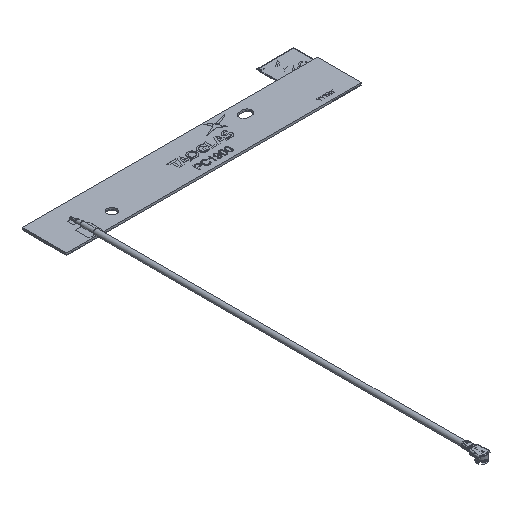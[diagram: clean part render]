
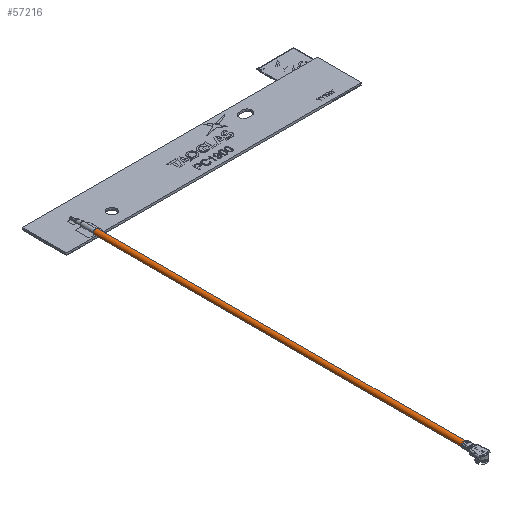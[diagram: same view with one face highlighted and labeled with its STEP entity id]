
A CAD part, isometric view. The second image highlights one B-rep face of the part: STEP entity #57216.
In plain terms, the highlighted cylindrical face has radius 0.685 mm (diameter 1.37 mm), a full revolution.
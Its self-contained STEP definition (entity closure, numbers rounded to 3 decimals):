
#505 = CIRCLE ( 'NONE', #13538, 0.685 ) ;
#1132 = CARTESIAN_POINT ( 'NONE',  ( 8.199, -111.46, 1.223 ) ) ;
#1766 = LINE ( 'NONE', #32981, #26217 ) ;
#1776 = DIRECTION ( 'NONE',  ( 0., -1., 0. ) ) ;
#1975 = CARTESIAN_POINT ( 'NONE',  ( 8.198, -111.471, 1.222 ) ) ;
#2186 = EDGE_CURVE ( 'NONE', #46245, #55493, #15918, .T. ) ;
#2472 = EDGE_CURVE ( 'NONE', #4601, #46245, #18853, .T. ) ;
#2955 = CARTESIAN_POINT ( 'NONE',  ( 8.799, -111.549, 1.174 ) ) ;
#3393 = DIRECTION ( 'NONE',  ( 0., 1., 0. ) ) ;
#3525 = CARTESIAN_POINT ( 'NONE',  ( 8.699, -111.454, 1.223 ) ) ;
#3833 = CARTESIAN_POINT ( 'NONE',  ( 8.731, -111.522, 1.209 ) ) ;
#4393 = EDGE_CURVE ( 'NONE', #4601, #46766, #505, .T. ) ;
#4601 = VERTEX_POINT ( 'NONE', #12981 ) ;
#6050 = CARTESIAN_POINT ( 'NONE',  ( 8.167, -111.524, 1.209 ) ) ;
#6401 = CARTESIAN_POINT ( 'NONE',  ( 8.266, -111.549, 1.245 ) ) ;
#6415 = CIRCLE ( 'NONE', #9250, 0.685 ) ;
#7646 = CARTESIAN_POINT ( 'NONE',  ( 8.715, -111.505, 1.216 ) ) ;
#8552 = CARTESIAN_POINT ( 'NONE',  ( 7.764, -11.549, 0.585 ) ) ;
#8879 = DIRECTION ( 'NONE',  ( 0., 1., 0. ) ) ;
#9250 = AXIS2_PLACEMENT_3D ( 'NONE', #55236, #15300, #33116 ) ;
#9842 = CARTESIAN_POINT ( 'NONE',  ( 8.633, -111.549, 1.245 ) ) ;
#11543 = VERTEX_POINT ( 'NONE', #35152 ) ;
#11824 = EDGE_LOOP ( 'NONE', ( #27793, #36969, #15858, #39744, #44394, #48517, #27816, #24909, #37186, #49506 ) ) ;
#12981 = CARTESIAN_POINT ( 'NONE',  ( 8.799, -111.549, 1.174 ) ) ;
#13080 = VERTEX_POINT ( 'NONE', #6401 ) ;
#13538 = AXIS2_PLACEMENT_3D ( 'NONE', #51734, #38066, #38646 ) ;
#14508 = CARTESIAN_POINT ( 'NONE',  ( 8.13, -111.544, 1.191 ) ) ;
#15060 = CARTESIAN_POINT ( 'NONE',  ( 8.699, -111.349, 1.223 ) ) ;
#15086 = CARTESIAN_POINT ( 'NONE',  ( 8.099, -111.549, 1.174 ) ) ;
#15260 = VERTEX_POINT ( 'NONE', #23932 ) ;
#15300 = DIRECTION ( 'NONE',  ( 0., 1., 0. ) ) ;
#15347 = CARTESIAN_POINT ( 'NONE',  ( 8.14, -111.541, 1.196 ) ) ;
#15858 = ORIENTED_EDGE ( 'NONE', *, *, #42105, .F. ) ;
#15918 = LINE ( 'NONE', #30241, #37541 ) ;
#16870 = VERTEX_POINT ( 'NONE', #9842 ) ;
#18853 = B_SPLINE_CURVE_WITH_KNOTS ( 'NONE', 3,
 ( #2955, #38550, #26027, #47586, #21641, #56282, #3833, #35080, #7646, #25445, #38832, #47868, #39440, #25722, #3525, #34808 ),
 .UNSPECIFIED., .F., .F.,
 ( 4, 3, 3, 3, 3, 4 ),
 ( 0., 0., 0., 0., 0., 0. ),
 .UNSPECIFIED. ) ;
#18914 = CARTESIAN_POINT ( 'NONE',  ( 8.186, -111.5, 1.217 ) ) ;
#19157 = CARTESIAN_POINT ( 'NONE',  ( 8.449, -111.349, 0.585 ) ) ;
#19763 = CARTESIAN_POINT ( 'NONE',  ( 8.194, -111.481, 1.221 ) ) ;
#20721 = FACE_OUTER_BOUND ( 'NONE', #37309, .T. ) ;
#20907 = CARTESIAN_POINT ( 'NONE',  ( 8.266, -4.719, 1.245 ) ) ;
#21492 = DIRECTION ( 'NONE',  ( 0., -1., 0. ) ) ;
#21641 = CARTESIAN_POINT ( 'NONE',  ( 8.752, -111.538, 1.2 ) ) ;
#23469 = DIRECTION ( 'NONE',  ( 0., 1., 0. ) ) ;
#23742 = CARTESIAN_POINT ( 'NONE',  ( 8.449, -11.549, 0.585 ) ) ;
#23932 = CARTESIAN_POINT ( 'NONE',  ( 8.266, -111.349, 1.245 ) ) ;
#24148 = CARTESIAN_POINT ( 'NONE',  ( 8.158, -111.53, 1.205 ) ) ;
#24447 = CIRCLE ( 'NONE', #56993, 0.685 ) ;
#24909 = ORIENTED_EDGE ( 'NONE', *, *, #30091, .F. ) ;
#25130 = AXIS2_PLACEMENT_3D ( 'NONE', #34872, #8879, #48234 ) ;
#25213 = AXIS2_PLACEMENT_3D ( 'NONE', #23742, #23469, #28648 ) ;
#25445 = CARTESIAN_POINT ( 'NONE',  ( 8.71, -111.494, 1.219 ) ) ;
#25722 = CARTESIAN_POINT ( 'NONE',  ( 8.7, -111.458, 1.223 ) ) ;
#26027 = CARTESIAN_POINT ( 'NONE',  ( 8.775, -111.547, 1.188 ) ) ;
#26217 = VECTOR ( 'NONE', #50731, 1000. ) ;
#26721 = LINE ( 'NONE', #40422, #52983 ) ;
#27498 = EDGE_CURVE ( 'NONE', #30223, #11543, #1766, .T. ) ;
#27793 = ORIENTED_EDGE ( 'NONE', *, *, #36248, .F. ) ;
#27816 = ORIENTED_EDGE ( 'NONE', *, *, #4393, .T. ) ;
#28648 = DIRECTION ( 'NONE',  ( -1., 0., 0. ) ) ;
#28797 = CIRCLE ( 'NONE', #25130, 0.685 ) ;
#30091 = EDGE_CURVE ( 'NONE', #11543, #46766, #45832, .T. ) ;
#30223 = VERTEX_POINT ( 'NONE', #30250 ) ;
#30241 = CARTESIAN_POINT ( 'NONE',  ( 8.699, -4.719, 1.223 ) ) ;
#30250 = CARTESIAN_POINT ( 'NONE',  ( 8.199, -111.349, 1.223 ) ) ;
#30708 = VERTEX_POINT ( 'NONE', #8552 ) ;
#31359 = CARTESIAN_POINT ( 'NONE',  ( 8.099, -111.549, 1.174 ) ) ;
#32585 = DIRECTION ( 'NONE',  ( -1., 0., 0. ) ) ;
#32981 = CARTESIAN_POINT ( 'NONE',  ( 8.199, -4.719, 1.223 ) ) ;
#33116 = DIRECTION ( 'NONE',  ( -1., 0., 0. ) ) ;
#33164 = CARTESIAN_POINT ( 'NONE',  ( 8.12, -111.548, 1.186 ) ) ;
#34300 = EDGE_CURVE ( 'NONE', #13080, #16870, #6415, .T. ) ;
#34344 = DIRECTION ( 'NONE',  ( 0., 1., 0. ) ) ;
#34618 = VERTEX_POINT ( 'NONE', #45909 ) ;
#34808 = CARTESIAN_POINT ( 'NONE',  ( 8.699, -111.449, 1.223 ) ) ;
#34872 = CARTESIAN_POINT ( 'NONE',  ( 8.449, -111.349, 0.585 ) ) ;
#35080 = CARTESIAN_POINT ( 'NONE',  ( 8.723, -111.514, 1.213 ) ) ;
#35152 = CARTESIAN_POINT ( 'NONE',  ( 8.199, -111.449, 1.223 ) ) ;
#36248 = EDGE_CURVE ( 'NONE', #13080, #15260, #38997, .T. ) ;
#36969 = ORIENTED_EDGE ( 'NONE', *, *, #34300, .T. ) ;
#37186 = ORIENTED_EDGE ( 'NONE', *, *, #27498, .F. ) ;
#37309 = EDGE_LOOP ( 'NONE', ( #39871 ) ) ;
#37541 = VECTOR ( 'NONE', #34344, 1000. ) ;
#37563 = CARTESIAN_POINT ( 'NONE',  ( 8.11, -111.549, 1.18 ) ) ;
#37822 = CARTESIAN_POINT ( 'NONE',  ( 8.18, -111.508, 1.215 ) ) ;
#38066 = DIRECTION ( 'NONE',  ( 0., 1., 0. ) ) ;
#38550 = CARTESIAN_POINT ( 'NONE',  ( 8.787, -111.549, 1.181 ) ) ;
#38646 = DIRECTION ( 'NONE',  ( -1., 0., 0. ) ) ;
#38832 = CARTESIAN_POINT ( 'NONE',  ( 8.705, -111.484, 1.221 ) ) ;
#38997 = LINE ( 'NONE', #20907, #52082 ) ;
#39440 = CARTESIAN_POINT ( 'NONE',  ( 8.7, -111.462, 1.222 ) ) ;
#39744 = ORIENTED_EDGE ( 'NONE', *, *, #42379, .T. ) ;
#39871 = ORIENTED_EDGE ( 'NONE', *, *, #44556, .F. ) ;
#40422 = CARTESIAN_POINT ( 'NONE',  ( 8.633, -4.719, 1.245 ) ) ;
#41362 = CARTESIAN_POINT ( 'NONE',  ( 8.699, -111.449, 1.223 ) ) ;
#41617 = CARTESIAN_POINT ( 'NONE',  ( 8.191, -111.49, 1.219 ) ) ;
#41712 = FACE_OUTER_BOUND ( 'NONE', #11824, .T. ) ;
#42010 = DIRECTION ( 'NONE',  ( 1., 0., 0. ) ) ;
#42105 = EDGE_CURVE ( 'NONE', #34618, #16870, #26721, .T. ) ;
#42379 = EDGE_CURVE ( 'NONE', #34618, #55493, #28797, .T. ) ;
#42895 = CARTESIAN_POINT ( 'NONE',  ( 8.449, -4.719, 0.585 ) ) ;
#43504 = AXIS2_PLACEMENT_3D ( 'NONE', #42895, #1776, #42010 ) ;
#44394 = ORIENTED_EDGE ( 'NONE', *, *, #2186, .F. ) ;
#44556 = EDGE_CURVE ( 'NONE', #30708, #30708, #49391, .T. ) ;
#45832 = B_SPLINE_CURVE_WITH_KNOTS ( 'NONE', 3,
 ( #49816, #1132, #1975, #19763, #41617, #18914, #37822, #55017, #6050, #24148, #55563, #15347, #14508, #33164, #37563, #15086 ),
 .UNSPECIFIED., .F., .F.,
 ( 4, 3, 3, 3, 3, 4 ),
 ( 0., 0., 0., 0., 0., 0. ),
 .UNSPECIFIED. ) ;
#45909 = CARTESIAN_POINT ( 'NONE',  ( 8.633, -111.349, 1.245 ) ) ;
#46245 = VERTEX_POINT ( 'NONE', #41362 ) ;
#46766 = VERTEX_POINT ( 'NONE', #31359 ) ;
#47586 = CARTESIAN_POINT ( 'NONE',  ( 8.764, -111.543, 1.194 ) ) ;
#47868 = CARTESIAN_POINT ( 'NONE',  ( 8.702, -111.473, 1.222 ) ) ;
#48234 = DIRECTION ( 'NONE',  ( -1., 0., 0. ) ) ;
#48517 = ORIENTED_EDGE ( 'NONE', *, *, #2472, .F. ) ;
#49391 = CIRCLE ( 'NONE', #25213, 0.685 ) ;
#49506 = ORIENTED_EDGE ( 'NONE', *, *, #52110, .T. ) ;
#49816 = CARTESIAN_POINT ( 'NONE',  ( 8.199, -111.449, 1.223 ) ) ;
#50731 = DIRECTION ( 'NONE',  ( 0., -1., 0. ) ) ;
#51024 = CYLINDRICAL_SURFACE ( 'NONE', #43504, 0.685 ) ;
#51734 = CARTESIAN_POINT ( 'NONE',  ( 8.449, -111.549, 0.585 ) ) ;
#52082 = VECTOR ( 'NONE', #3393, 1000. ) ;
#52110 = EDGE_CURVE ( 'NONE', #30223, #15260, #24447, .T. ) ;
#52983 = VECTOR ( 'NONE', #21492, 1000. ) ;
#54687 = DIRECTION ( 'NONE',  ( 0., 1., 0. ) ) ;
#55017 = CARTESIAN_POINT ( 'NONE',  ( 8.174, -111.517, 1.212 ) ) ;
#55236 = CARTESIAN_POINT ( 'NONE',  ( 8.449, -111.549, 0.585 ) ) ;
#55493 = VERTEX_POINT ( 'NONE', #15060 ) ;
#55563 = CARTESIAN_POINT ( 'NONE',  ( 8.15, -111.536, 1.201 ) ) ;
#56282 = CARTESIAN_POINT ( 'NONE',  ( 8.741, -111.531, 1.205 ) ) ;
#56993 = AXIS2_PLACEMENT_3D ( 'NONE', #19157, #54687, #32585 ) ;
#57216 = ADVANCED_FACE ( 'NONE', ( #20721, #41712 ), #51024, .T. ) ;
